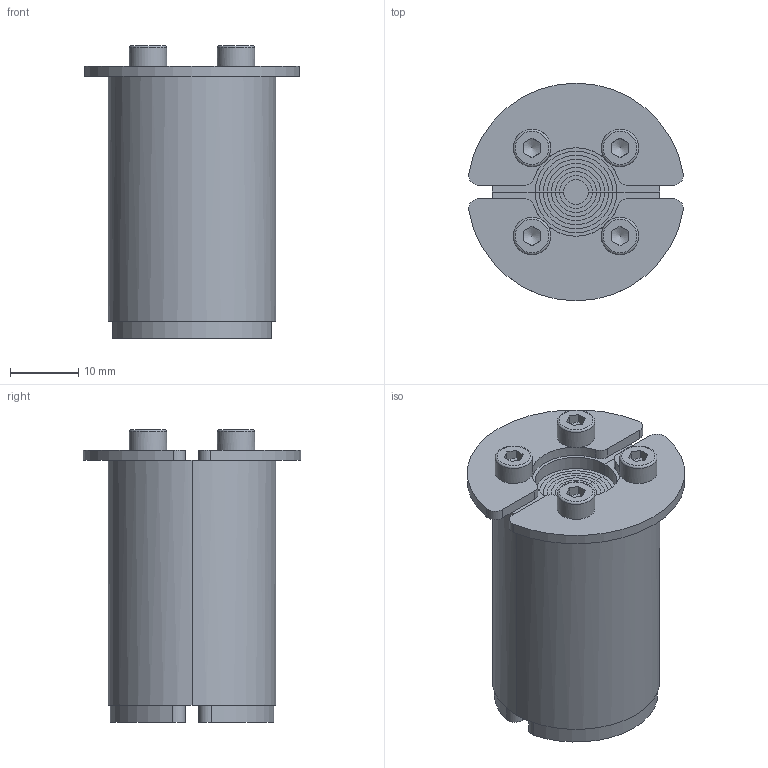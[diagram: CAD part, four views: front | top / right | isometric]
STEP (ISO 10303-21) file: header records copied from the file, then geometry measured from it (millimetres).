
FILE_DESCRIPTION(/* description */ (''),/* implementation_level */ '2;1');
FILE_NAME(/* name */ 'RS 25 AISI316.stp',/* time_stamp */ '2025-08-13T12:15:38+02:00',/* author */ ('se-marfre'),/* organization */ (''),/* preprocessor_version */ 'ST-DEVELOPER v19.2',/* originating_system */ 'Autodesk Inventor 2023',/* authorisation */ '');
FILE_SCHEMA (('CONFIG_CONTROL_DESIGN'));
Length unit declared in the file: millimetre
Products named in the file (1): RS 25 AISI316
Bounding box: 31.57 x 32 x 43 mm (x, y, z)
Volume: 18565.2 mm3; surface area: 5343.8 mm2
Topology: 1 solids, 1 shells, 138 faces, 338 edges, 208 vertices
Faces by surface type: plane 84, cylinder 42, cone 8, torus 4
Full cylindrical faces by diameter (mm): 2.459 x4, 5.5 x4
Entity records: 4223 total; most frequent: CARTESIAN_POINT 737, DIRECTION 732, ORIENTED_EDGE 668, EDGE_CURVE 334, AXIS2_PLACEMENT_3D 287, VERTEX_POINT 208, LINE 158, VECTOR 158
